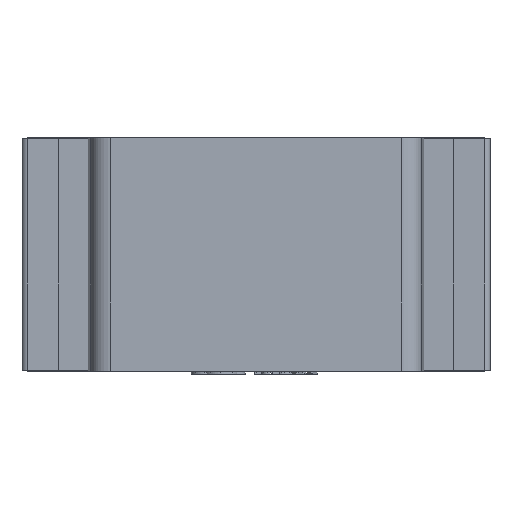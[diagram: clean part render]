
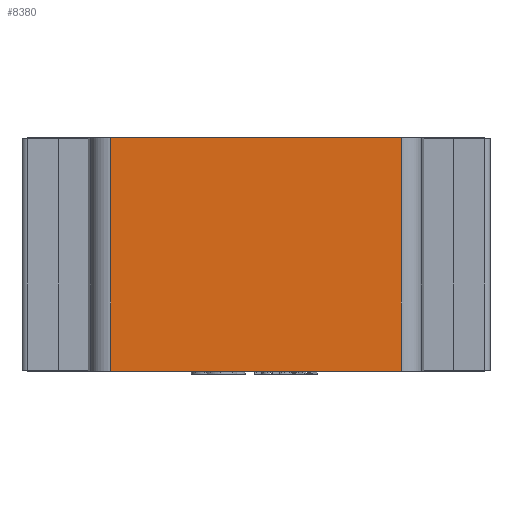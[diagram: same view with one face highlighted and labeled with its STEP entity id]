
A CAD part, top view. The second image highlights one B-rep face of the part: STEP entity #8380.
In plain terms, the highlighted planar face has unit normal (0, 0, 1).
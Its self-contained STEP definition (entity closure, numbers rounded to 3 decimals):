
#830 = EDGE_CURVE ( 'NONE', #6968, #8330, #15430, .T. ) ;
#1497 = ORIENTED_EDGE ( 'NONE', *, *, #5315, .T. ) ;
#1691 = FACE_OUTER_BOUND ( 'NONE', #1757, .T. ) ;
#1692 = CARTESIAN_POINT ( 'NONE',  ( -0.496, 0.399, 0.33 ) ) ;
#1751 = VERTEX_POINT ( 'NONE', #1692 ) ;
#1757 = EDGE_LOOP ( 'NONE', ( #1497, #14644, #3720, #4623 ) ) ;
#2026 = LINE ( 'NONE', #8075, #9428 ) ;
#2246 = AXIS2_PLACEMENT_3D ( 'NONE', #7945, #10384, #12736 ) ;
#3029 = CARTESIAN_POINT ( 'NONE',  ( -0.496, -0.399, 0.33 ) ) ;
#3322 = DIRECTION ( 'NONE',  ( 0., 1., 0. ) ) ;
#3355 = LINE ( 'NONE', #12919, #11102 ) ;
#3718 = LINE ( 'NONE', #8276, #3939 ) ;
#3720 = ORIENTED_EDGE ( 'NONE', *, *, #6568, .T. ) ;
#3939 = VECTOR ( 'NONE', #4832, 1000. ) ;
#4623 = ORIENTED_EDGE ( 'NONE', *, *, #6434, .T. ) ;
#4832 = DIRECTION ( 'NONE',  ( -1., 0., 0. ) ) ;
#5315 = EDGE_CURVE ( 'NONE', #12105, #6968, #2026, .T. ) ;
#6434 = EDGE_CURVE ( 'NONE', #1751, #12105, #3355, .T. ) ;
#6568 = EDGE_CURVE ( 'NONE', #8330, #1751, #3718, .T. ) ;
#6968 = VERTEX_POINT ( 'NONE', #9104 ) ;
#7945 = CARTESIAN_POINT ( 'NONE',  ( 0., 0., 0.33 ) ) ;
#7975 = DIRECTION ( 'NONE',  ( 0., -1., 0. ) ) ;
#8075 = CARTESIAN_POINT ( 'NONE',  ( -0.575, -0.399, 0.33 ) ) ;
#8276 = CARTESIAN_POINT ( 'NONE',  ( -0.575, 0.399, 0.33 ) ) ;
#8330 = VERTEX_POINT ( 'NONE', #12348 ) ;
#8380 = ADVANCED_FACE ( 'NONE', ( #1691 ), #8896, .F. ) ;
#8896 = PLANE ( 'NONE',  #2246 ) ;
#9104 = CARTESIAN_POINT ( 'NONE',  ( 0.496, -0.399, 0.33 ) ) ;
#9182 = CARTESIAN_POINT ( 'NONE',  ( 0.496, 0.399, 0.33 ) ) ;
#9428 = VECTOR ( 'NONE', #14965, 1000. ) ;
#10384 = DIRECTION ( 'NONE',  ( 0., 0., -1. ) ) ;
#11102 = VECTOR ( 'NONE', #7975, 1000. ) ;
#12085 = VECTOR ( 'NONE', #3322, 1000. ) ;
#12105 = VERTEX_POINT ( 'NONE', #3029 ) ;
#12348 = CARTESIAN_POINT ( 'NONE',  ( 0.496, 0.399, 0.33 ) ) ;
#12736 = DIRECTION ( 'NONE',  ( -1., 0., 0. ) ) ;
#12919 = CARTESIAN_POINT ( 'NONE',  ( -0.496, -0.399, 0.33 ) ) ;
#14644 = ORIENTED_EDGE ( 'NONE', *, *, #830, .T. ) ;
#14965 = DIRECTION ( 'NONE',  ( 1., 0., 0. ) ) ;
#15430 = LINE ( 'NONE', #9182, #12085 ) ;
